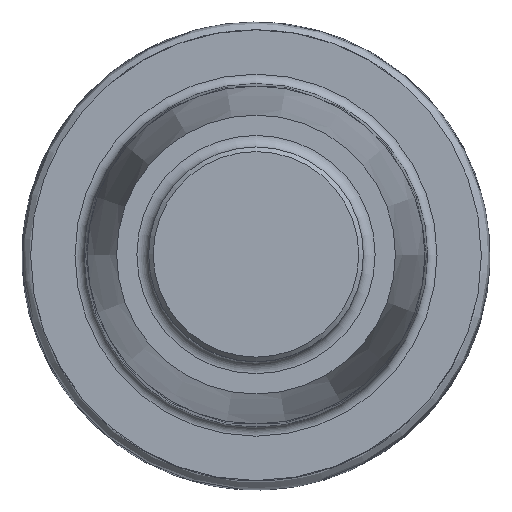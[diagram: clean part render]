
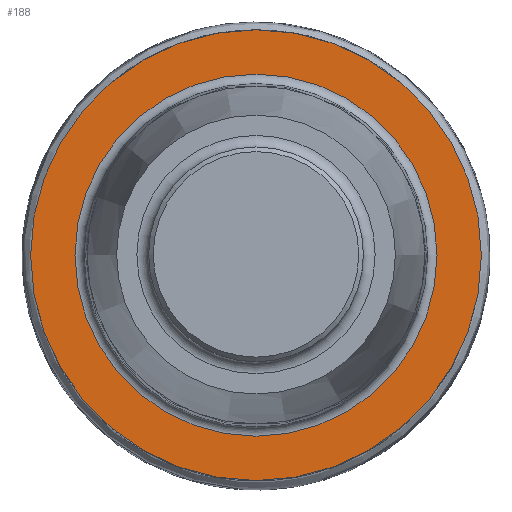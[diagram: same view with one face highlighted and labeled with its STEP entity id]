
A CAD part, top view. The second image highlights one B-rep face of the part: STEP entity #188.
In plain terms, the highlighted planar face has unit normal (0, 0, 1).
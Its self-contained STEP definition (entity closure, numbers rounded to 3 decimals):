
#156=PLANE('',#669);
#188=ADVANCED_FACE('',(#248,#249),#156,.F.);
#248=FACE_BOUND('',#298,.T.);
#249=FACE_BOUND('',#299,.T.);
#298=EDGE_LOOP('',(#372));
#299=EDGE_LOOP('',(#373));
#372=ORIENTED_EDGE('',*,*,#494,.T.);
#373=ORIENTED_EDGE('',*,*,#493,.F.);
#452=VERTEX_POINT('',#1093);
#453=VERTEX_POINT('',#1096);
#493=EDGE_CURVE('',#452,#452,#529,.T.);
#494=EDGE_CURVE('',#453,#453,#530,.T.);
#529=CIRCLE('',#666,9.65);
#530=CIRCLE('',#668,7.75);
#666=AXIS2_PLACEMENT_3D('',#1092,#787,#788);
#668=AXIS2_PLACEMENT_3D('',#1095,#791,#792);
#669=AXIS2_PLACEMENT_3D('',#1097,#793,#794);
#787=DIRECTION('',(0.,0.,-1.));
#788=DIRECTION('',(-1.,0.,0.));
#791=DIRECTION('',(0.,0.,-1.));
#792=DIRECTION('',(-1.,0.,0.));
#793=DIRECTION('',(0.,0.,-1.));
#794=DIRECTION('',(-1.,0.,0.));
#1092=CARTESIAN_POINT('',(0.,0.,0.));
#1093=CARTESIAN_POINT('',(-9.65,0.,0.));
#1095=CARTESIAN_POINT('',(0.,0.,0.));
#1096=CARTESIAN_POINT('',(-7.75,0.,0.));
#1097=CARTESIAN_POINT('',(-7.365,0.,0.));
